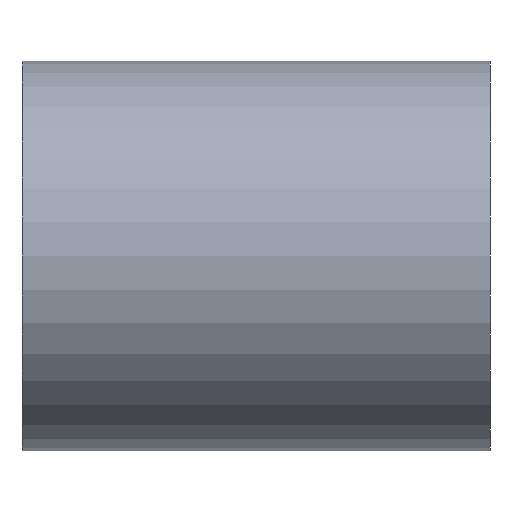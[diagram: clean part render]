
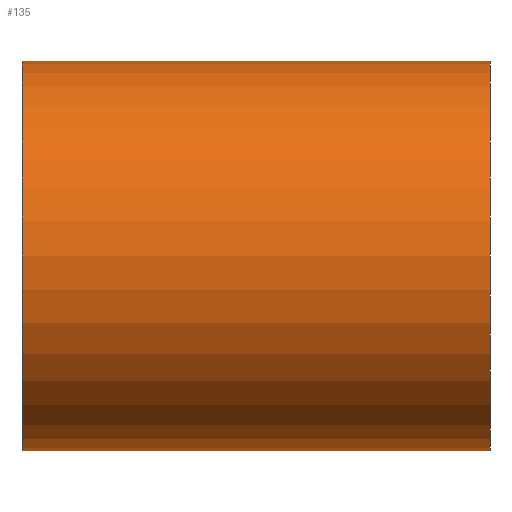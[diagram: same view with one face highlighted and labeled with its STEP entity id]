
A CAD part, left-side view. The second image highlights one B-rep face of the part: STEP entity #135.
In plain terms, the highlighted cylindrical face has radius 1.984 mm (diameter 3.969 mm), a partial arc.
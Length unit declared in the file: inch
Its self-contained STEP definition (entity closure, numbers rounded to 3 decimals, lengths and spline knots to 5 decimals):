
#1 = CYLINDRICAL_SURFACE ( 'NONE', #7, 0.07813 ) ;
#5 = FACE_OUTER_BOUND ( 'NONE', #80, .T. ) ;
#7 = AXIS2_PLACEMENT_3D ( 'NONE', #72, #73, #74 ) ;
#13 = EDGE_CURVE ( 'NONE', #86, #87, #104, .T. ) ;
#14 = EDGE_CURVE ( 'NONE', #85, #84, #107, .T. ) ;
#16 = EDGE_CURVE ( 'NONE', #85, #86, #18, .T. ) ;
#18 = CIRCLE ( 'NONE', #146, 0.07813 ) ;
#20 = CIRCLE ( 'NONE', #137, 0.07813 ) ;
#37 = EDGE_CURVE ( 'NONE', #84, #87, #20, .T. ) ;
#58 = CARTESIAN_POINT ( 'NONE',  ( 0., 0., -0.07813 ) ) ;
#59 = CARTESIAN_POINT ( 'NONE',  ( 0., 0.1875, -0.07813 ) ) ;
#60 = CARTESIAN_POINT ( 'NONE',  ( 0., 0.1875, 0.07813 ) ) ;
#61 = CARTESIAN_POINT ( 'NONE',  ( 0., 0., 0.07813 ) ) ;
#72 = CARTESIAN_POINT ( 'NONE',  ( 0., 0.1875, 0. ) ) ;
#73 = DIRECTION ( 'NONE',  ( 0., -1., 0. ) ) ;
#74 = DIRECTION ( 'NONE',  ( 0., 0., -1. ) ) ;
#80 = EDGE_LOOP ( 'NONE', ( #94, #88, #89, #96 ) ) ;
#84 = VERTEX_POINT ( 'NONE', #58 ) ;
#85 = VERTEX_POINT ( 'NONE', #59 ) ;
#86 = VERTEX_POINT ( 'NONE', #60 ) ;
#87 = VERTEX_POINT ( 'NONE', #61 ) ;
#88 = ORIENTED_EDGE ( 'NONE', *, *, #16, .F. ) ;
#89 = ORIENTED_EDGE ( 'NONE', *, *, #14, .T. ) ;
#94 = ORIENTED_EDGE ( 'NONE', *, *, #13, .F. ) ;
#96 = ORIENTED_EDGE ( 'NONE', *, *, #37, .T. ) ;
#104 = LINE ( 'NONE', #105, #144 ) ;
#105 = CARTESIAN_POINT ( 'NONE',  ( 0., 0.1875, 0.07813 ) ) ;
#106 = DIRECTION ( 'NONE',  ( 0., -1., 0. ) ) ;
#107 = LINE ( 'NONE', #108, #140 ) ;
#108 = CARTESIAN_POINT ( 'NONE',  ( 0., 0.1875, -0.07813 ) ) ;
#109 = DIRECTION ( 'NONE',  ( 0., -1., 0. ) ) ;
#112 = CARTESIAN_POINT ( 'NONE',  ( 0., 0.1875, 0. ) ) ;
#113 = DIRECTION ( 'NONE',  ( 0., 1., 0. ) ) ;
#114 = DIRECTION ( 'NONE',  ( 0., 0., 1. ) ) ;
#115 = CARTESIAN_POINT ( 'NONE',  ( 0., 0., 0. ) ) ;
#126 = DIRECTION ( 'NONE',  ( 0., 1., 0. ) ) ;
#127 = DIRECTION ( 'NONE',  ( 0., 0., 1. ) ) ;
#135 = ADVANCED_FACE ( 'NONE', ( #5 ), #1, .T. ) ;
#137 = AXIS2_PLACEMENT_3D ( 'NONE', #115, #126, #127 ) ;
#140 = VECTOR ( 'NONE', #109, 39.37008 ) ;
#144 = VECTOR ( 'NONE', #106, 39.37008 ) ;
#146 = AXIS2_PLACEMENT_3D ( 'NONE', #112, #113, #114 ) ;
